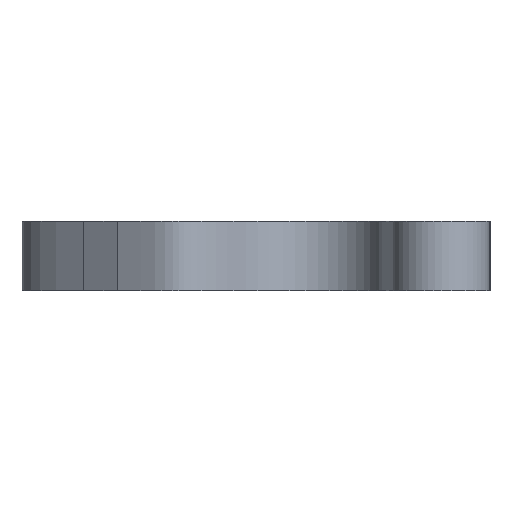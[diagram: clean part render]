
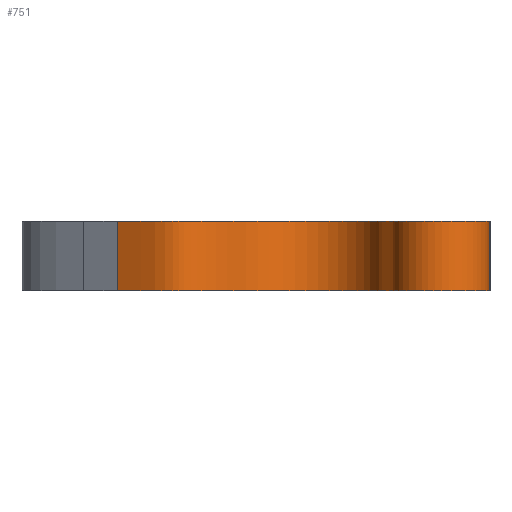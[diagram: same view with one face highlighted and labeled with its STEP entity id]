
A CAD part, left-side view. The second image highlights one B-rep face of the part: STEP entity #751.
In plain terms, the highlighted free-form (B-spline) face has degree [3, 1] with [17, 2] control points.
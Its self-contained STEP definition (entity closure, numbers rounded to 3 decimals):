
#1 = VERTEX_POINT ( 'NONE', #1596 ) ;
#23 = CARTESIAN_POINT ( 'NONE',  ( -19.99, 13.373, -10. ) ) ;
#38 = CARTESIAN_POINT ( 'NONE',  ( -32.953, -13.795, -10. ) ) ;
#41 = CARTESIAN_POINT ( 'NONE',  ( -18.538, 23.606, 0. ) ) ;
#91 = ORIENTED_EDGE ( 'NONE', *, *, #437, .F. ) ;
#102 = CARTESIAN_POINT ( 'NONE',  ( -36.74, -16.831, 0. ) ) ;
#144 = EDGE_CURVE ( 'NONE', #876, #1, #1090, .T. ) ;
#155 = CARTESIAN_POINT ( 'NONE',  ( -24.918, -12.976, -10. ) ) ;
#172 = CARTESIAN_POINT ( 'NONE',  ( -22.907, 18.754, -10. ) ) ;
#174 = CARTESIAN_POINT ( 'NONE',  ( -12.197, 5.986, 0. ) ) ;
#176 = CARTESIAN_POINT ( 'NONE',  ( -33.487, -27.521, 0. ) ) ;
#183 = CARTESIAN_POINT ( 'NONE',  ( -24.918, -12.976, -10. ) ) ;
#186 = CARTESIAN_POINT ( 'NONE',  ( -38.189, -23.617, -10. ) ) ;
#195 = CARTESIAN_POINT ( 'NONE',  ( -22.907, 18.754, 0. ) ) ;
#196 = CARTESIAN_POINT ( 'NONE',  ( -12.056, -8.348, 0. ) ) ;
#240 = LINE ( 'NONE', #999, #1336 ) ;
#264 = FACE_OUTER_BOUND ( 'NONE', #569, .T. ) ;
#327 = CARTESIAN_POINT ( 'NONE',  ( -18.538, 23.606, -10. ) ) ;
#336 = CARTESIAN_POINT ( 'NONE',  ( -12.197, 5.986, -10. ) ) ;
#337 = CARTESIAN_POINT ( 'NONE',  ( -32.953, -13.795, -10. ) ) ;
#341 = CARTESIAN_POINT ( 'NONE',  ( -32.953, -13.795, 0. ) ) ;
#356 = CARTESIAN_POINT ( 'NONE',  ( -30.374, -27.798, 0. ) ) ;
#360 = CARTESIAN_POINT ( 'NONE',  ( -17.538, 26.004, 0. ) ) ;
#362 = CARTESIAN_POINT ( 'NONE',  ( -36.74, -16.831, -10. ) ) ;
#381 = CARTESIAN_POINT ( 'NONE',  ( -30.374, -27.798, -10. ) ) ;
#385 = CARTESIAN_POINT ( 'NONE',  ( -9.673, -1.214, 0. ) ) ;
#437 = EDGE_CURVE ( 'NONE', #903, #968, #240, .T. ) ;
#483 = CARTESIAN_POINT ( 'NONE',  ( -9.673, -1.214, 0. ) ) ;
#493 = CARTESIAN_POINT ( 'NONE',  ( -12.056, -8.348, 0. ) ) ;
#510 = CARTESIAN_POINT ( 'NONE',  ( -17.538, 26.004, -10. ) ) ;
#526 = CARTESIAN_POINT ( 'NONE',  ( -22.907, 18.754, 0. ) ) ;
#533 = CARTESIAN_POINT ( 'NONE',  ( -24.918, -12.976, 0. ) ) ;
#547 = CARTESIAN_POINT ( 'NONE',  ( -30.374, -27.798, 0. ) ) ;
#569 = EDGE_LOOP ( 'NONE', ( #1542, #91, #1246, #1293 ) ) ;
#629 = CARTESIAN_POINT ( 'NONE',  ( -33.487, -27.521, -10. ) ) ;
#636 = CARTESIAN_POINT ( 'NONE',  ( -30.374, -27.798, -10. ) ) ;
#637 = VECTOR ( 'NONE', #1921, 1000. ) ;
#658 = CARTESIAN_POINT ( 'NONE',  ( -17.11, -12.078, 0. ) ) ;
#721 = CARTESIAN_POINT ( 'NONE',  ( -17.538, 26.004, 0. ) ) ;
#751 = ADVANCED_FACE ( 'NONE', ( #264 ), #950, .T. ) ;
#786 = CARTESIAN_POINT ( 'NONE',  ( -17.538, 26.004, -10. ) ) ;
#790 = CARTESIAN_POINT ( 'NONE',  ( -36.74, -16.831, 0. ) ) ;
#792 = CARTESIAN_POINT ( 'NONE',  ( -30.374, -27.798, -10. ) ) ;
#795 = CARTESIAN_POINT ( 'NONE',  ( -21.535, -12.429, -10. ) ) ;
#799 = CARTESIAN_POINT ( 'NONE',  ( -18.538, 23.606, -10. ) ) ;
#859 = CARTESIAN_POINT ( 'NONE',  ( -38.189, -23.617, 0. ) ) ;
#876 = VERTEX_POINT ( 'NONE', #381 ) ;
#886 = CARTESIAN_POINT ( 'NONE',  ( -30.374, -27.798, -10. ) ) ;
#903 = VERTEX_POINT ( 'NONE', #510 ) ;
#913 = CARTESIAN_POINT ( 'NONE',  ( -21.535, -12.429, -10. ) ) ;
#942 = CARTESIAN_POINT ( 'NONE',  ( -38.189, -23.617, -10. ) ) ;
#950 = B_SPLINE_SURFACE_WITH_KNOTS ( 'NONE', 3, 1, ( 
 ( #1248, #1836 ),
 ( #799, #41 ),
 ( #1084, #195 ),
 ( #23, #1828 ),
 ( #1674, #1109 ),
 ( #1271, #174 ),
 ( #1262, #483 ),
 ( #1559, #493 ),
 ( #1679, #1093 ),
 ( #795, #1407 ),
 ( #183, #1402 ),
 ( #1540, #1690 ),
 ( #337, #341 ),
 ( #1545, #790 ),
 ( #942, #1833 ),
 ( #629, #176 ),
 ( #792, #356 ) ),
 .UNSPECIFIED., .F., .F., .F.,
 ( 4, 1, 1, 1, 1, 1, 1, 1, 1, 1, 1, 1, 1, 1, 4 ),
 ( 2, 2 ),
 ( 0., 0.128, 0.173, 0.219, 0.31, 0.399, 0.489, 0.578, 0.618, 0.656, 0.709, 0.76, 0.819, 0.879, 1. ),
 ( 0., 1. ),
 .UNSPECIFIED. ) ;
#952 = CARTESIAN_POINT ( 'NONE',  ( -32.953, -13.795, 0. ) ) ;
#955 = CARTESIAN_POINT ( 'NONE',  ( -33.487, -27.521, -10. ) ) ;
#968 = VERTEX_POINT ( 'NONE', #721 ) ;
#999 = CARTESIAN_POINT ( 'NONE',  ( -17.538, 26.004, -10. ) ) ;
#1031 = B_SPLINE_CURVE_WITH_KNOTS ( 'NONE', 3,
 ( #786, #327, #172, #1942, #1247, #336, #1072, #1395, #1511, #913, #155, #1831, #38, #362, #186, #955, #636 ),
 .UNSPECIFIED., .F., .F.,
 ( 4, 1, 1, 1, 1, 1, 1, 1, 1, 1, 1, 1, 1, 1, 4 ),
 ( 0., 0.128, 0.173, 0.219, 0.31, 0.399, 0.489, 0.578, 0.618, 0.656, 0.709, 0.76, 0.819, 0.879, 1. ),
 .UNSPECIFIED. ) ;
#1072 = CARTESIAN_POINT ( 'NONE',  ( -9.673, -1.214, -10. ) ) ;
#1084 = CARTESIAN_POINT ( 'NONE',  ( -22.907, 18.754, -10. ) ) ;
#1090 = LINE ( 'NONE', #886, #637 ) ;
#1093 = CARTESIAN_POINT ( 'NONE',  ( -17.11, -12.078, 0. ) ) ;
#1109 = CARTESIAN_POINT ( 'NONE',  ( -17.018, 9.682, 0. ) ) ;
#1113 = CARTESIAN_POINT ( 'NONE',  ( -17.018, 9.682, 0. ) ) ;
#1246 = ORIENTED_EDGE ( 'NONE', *, *, #1355, .T. ) ;
#1247 = CARTESIAN_POINT ( 'NONE',  ( -17.018, 9.682, -10. ) ) ;
#1248 = CARTESIAN_POINT ( 'NONE',  ( -17.538, 26.004, -10. ) ) ;
#1262 = CARTESIAN_POINT ( 'NONE',  ( -9.673, -1.214, -10. ) ) ;
#1271 = CARTESIAN_POINT ( 'NONE',  ( -12.197, 5.986, -10. ) ) ;
#1293 = ORIENTED_EDGE ( 'NONE', *, *, #144, .T. ) ;
#1299 = CARTESIAN_POINT ( 'NONE',  ( -12.197, 5.986, 0. ) ) ;
#1336 = VECTOR ( 'NONE', #1581, 1000. ) ;
#1355 = EDGE_CURVE ( 'NONE', #903, #876, #1031, .T. ) ;
#1395 = CARTESIAN_POINT ( 'NONE',  ( -12.056, -8.348, -10. ) ) ;
#1402 = CARTESIAN_POINT ( 'NONE',  ( -24.918, -12.976, 0. ) ) ;
#1407 = CARTESIAN_POINT ( 'NONE',  ( -21.535, -12.429, 0. ) ) ;
#1436 = CARTESIAN_POINT ( 'NONE',  ( -21.535, -12.429, 0. ) ) ;
#1511 = CARTESIAN_POINT ( 'NONE',  ( -17.11, -12.078, -10. ) ) ;
#1540 = CARTESIAN_POINT ( 'NONE',  ( -28.589, -13.517, -10. ) ) ;
#1542 = ORIENTED_EDGE ( 'NONE', *, *, #1691, .F. ) ;
#1545 = CARTESIAN_POINT ( 'NONE',  ( -36.74, -16.831, -10. ) ) ;
#1559 = CARTESIAN_POINT ( 'NONE',  ( -12.056, -8.348, -10. ) ) ;
#1581 = DIRECTION ( 'NONE',  ( 0., 0., 1. ) ) ;
#1596 = CARTESIAN_POINT ( 'NONE',  ( -30.374, -27.798, 0. ) ) ;
#1674 = CARTESIAN_POINT ( 'NONE',  ( -17.018, 9.682, -10. ) ) ;
#1679 = CARTESIAN_POINT ( 'NONE',  ( -17.11, -12.078, -10. ) ) ;
#1690 = CARTESIAN_POINT ( 'NONE',  ( -28.589, -13.517, 0. ) ) ;
#1691 = EDGE_CURVE ( 'NONE', #968, #1, #1745, .T. ) ;
#1716 = CARTESIAN_POINT ( 'NONE',  ( -19.99, 13.373, 0. ) ) ;
#1722 = CARTESIAN_POINT ( 'NONE',  ( -28.589, -13.517, 0. ) ) ;
#1737 = CARTESIAN_POINT ( 'NONE',  ( -33.487, -27.521, 0. ) ) ;
#1745 = B_SPLINE_CURVE_WITH_KNOTS ( 'NONE', 3,
 ( #360, #1854, #526, #1716, #1113, #1299, #385, #196, #658, #1436, #533, #1722, #952, #102, #859, #1737, #547 ),
 .UNSPECIFIED., .F., .F.,
 ( 4, 1, 1, 1, 1, 1, 1, 1, 1, 1, 1, 1, 1, 1, 4 ),
 ( 0., 0.128, 0.173, 0.219, 0.31, 0.399, 0.489, 0.578, 0.618, 0.656, 0.709, 0.76, 0.819, 0.879, 1. ),
 .UNSPECIFIED. ) ;
#1828 = CARTESIAN_POINT ( 'NONE',  ( -19.99, 13.373, 0. ) ) ;
#1831 = CARTESIAN_POINT ( 'NONE',  ( -28.589, -13.517, -10. ) ) ;
#1833 = CARTESIAN_POINT ( 'NONE',  ( -38.189, -23.617, 0. ) ) ;
#1836 = CARTESIAN_POINT ( 'NONE',  ( -17.538, 26.004, 0. ) ) ;
#1854 = CARTESIAN_POINT ( 'NONE',  ( -18.538, 23.606, 0. ) ) ;
#1921 = DIRECTION ( 'NONE',  ( 0., 0., 1. ) ) ;
#1942 = CARTESIAN_POINT ( 'NONE',  ( -19.99, 13.373, -10. ) ) ;
